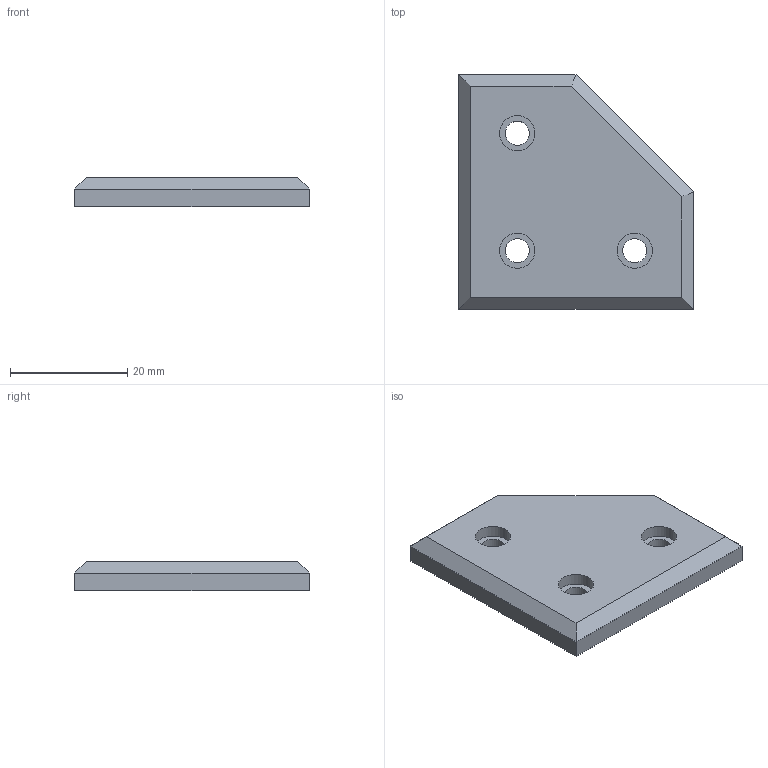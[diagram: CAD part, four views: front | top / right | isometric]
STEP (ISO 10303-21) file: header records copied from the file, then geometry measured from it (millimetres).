
FILE_DESCRIPTION(('FreeCAD Model'),'2;1');
FILE_NAME( 'CornerSupportTrapizoid.step', '2015-11-13T02:34:12',('FreeCAD'),('FreeCAD'), 'Open CASCADE STEP processor 6.7','FreeCAD','Unknown');
FILE_SCHEMA(('AUTOMOTIVE_DESIGN_CC2 { 1 2 10303 214 -1 1 5 4 }'));
Length unit declared in the file: millimetre
Products named in the file (1): Pocket
Bounding box: 40 x 40 x 5 mm (x, y, z)
Volume: 6425.2 mm3; surface area: 3511.2 mm2
Topology: 1 solids, 1 shells, 21 faces, 43 edges, 27 vertices
Faces by surface type: plane 15, cylinder 6
Full cylindrical faces by diameter (mm): 4.1 x3, 6 x3
Entity records: 1150 total; most frequent: CARTESIAN_POINT 196, DIRECTION 182, LINE 105, VECTOR 105, ORIENTED_EDGE 86, PCURVE 86, DEFINITIONAL_REPRESENTATION 86, EDGE_CURVE 43
